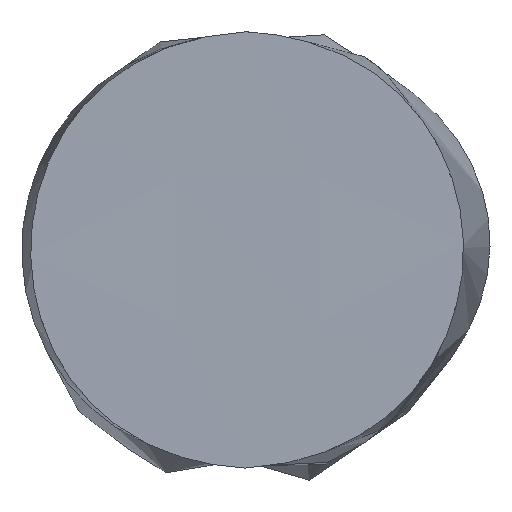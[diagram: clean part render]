
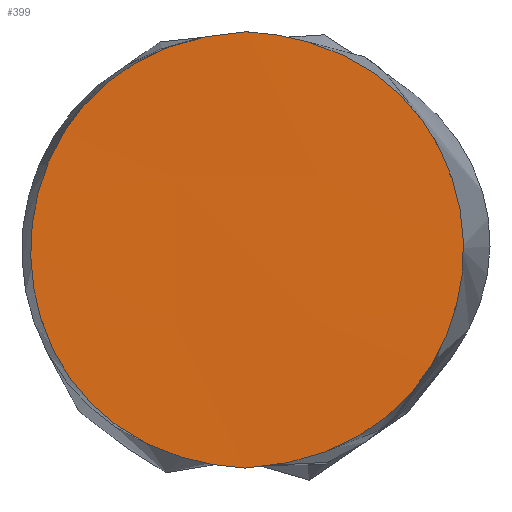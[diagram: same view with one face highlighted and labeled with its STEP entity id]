
A CAD part, left-side view. The second image highlights one B-rep face of the part: STEP entity #399.
In plain terms, the highlighted free-form (B-spline) face has degree [3, 3] with [4, 4] control points.
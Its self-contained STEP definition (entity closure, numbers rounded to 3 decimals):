
#24 = VERTEX_POINT('',#25);
#25 = CARTESIAN_POINT('',(-0.995,-0.004,
    0.343));
#32 = B_SPLINE_SURFACE_WITH_KNOTS('',3,3,(
    (#33,#34,#35,#36)
    ,(#37,#38,#39,#40)
    ,(#41,#42,#43,#44)
    ,(#45,#46,#47,#48
    )),.UNSPECIFIED.,.F.,.F.,.F.,(4,4),(4,4),(0.,1.),(0.,1.),
  .PIECEWISE_BEZIER_KNOTS.);
#33 = CARTESIAN_POINT('',(-0.998,-0.004,
    -0.329));
#34 = CARTESIAN_POINT('',(-0.584,-0.004,
    -0.33));
#35 = CARTESIAN_POINT('',(-0.183,0.004,
    -0.329));
#36 = CARTESIAN_POINT('',(0.232,-0.01,
    -0.335));
#37 = CARTESIAN_POINT('',(-1.001,0.428,-0.346
    ));
#38 = CARTESIAN_POINT('',(-0.602,0.427,-0.346)
  );
#39 = CARTESIAN_POINT('',(-0.171,0.417,-0.338
    ));
#40 = CARTESIAN_POINT('',(0.226,0.433,-0.352)
  );
#41 = CARTESIAN_POINT('',(-1.001,0.444,0.339)
  );
#42 = CARTESIAN_POINT('',(-0.585,0.442,0.337)
  );
#43 = CARTESIAN_POINT('',(-0.19,0.442,0.327)
  );
#44 = CARTESIAN_POINT('',(0.224,0.445,0.331)
  );
#45 = CARTESIAN_POINT('',(-0.998,0.009,
    0.338));
#46 = CARTESIAN_POINT('',(-0.592,0.009,
    0.339));
#47 = CARTESIAN_POINT('',(-0.182,0.019,
    0.335));
#48 = CARTESIAN_POINT('',(0.226,0.009,
    0.334));
#57 = B_SPLINE_SURFACE_WITH_KNOTS('',3,3,(
    (#58,#59,#60,#61)
    ,(#62,#63,#64,#65)
    ,(#66,#67,#68,#69)
    ,(#70,#71,#72,#73
    )),.UNSPECIFIED.,.F.,.F.,.F.,(4,4),(4,4),(0.,1.),(0.,1.),
  .PIECEWISE_BEZIER_KNOTS.);
#58 = CARTESIAN_POINT('',(-1.025,0.005,
    0.357));
#59 = CARTESIAN_POINT('',(-0.595,-0.002,
    0.357));
#60 = CARTESIAN_POINT('',(-0.161,-0.004,
    0.357));
#61 = CARTESIAN_POINT('',(0.269,0.002,
    0.354));
#62 = CARTESIAN_POINT('',(-1.036,-0.448,0.36
    ));
#63 = CARTESIAN_POINT('',(-0.595,-0.444,0.356
    ));
#64 = CARTESIAN_POINT('',(-0.175,-0.443,0.356
    ));
#65 = CARTESIAN_POINT('',(0.264,-0.458,0.358)
  );
#66 = CARTESIAN_POINT('',(-1.028,-0.451,
    -0.349));
#67 = CARTESIAN_POINT('',(-0.603,-0.452,
    -0.347));
#68 = CARTESIAN_POINT('',(-0.159,-0.458,
    -0.344));
#69 = CARTESIAN_POINT('',(0.27,-0.457,-0.353)
  );
#70 = CARTESIAN_POINT('',(-1.026,-0.003,
    -0.352));
#71 = CARTESIAN_POINT('',(-0.594,-0.01,
    -0.352));
#72 = CARTESIAN_POINT('',(-0.163,-0.008,
    -0.356));
#73 = CARTESIAN_POINT('',(0.269,-0.003,
    -0.359));
#82 = EDGE_CURVE('',#24,#83,#85,.T.);
#83 = VERTEX_POINT('',#84);
#84 = CARTESIAN_POINT('',(-0.995,-0.002,
    -0.342));
#85 = SURFACE_CURVE('',#86,(#91,#115),.PCURVE_S1.);
#86 = B_SPLINE_CURVE_WITH_KNOTS('',3,(#87,#88,#89,#90),.UNSPECIFIED.,.F.
  ,.F.,(4,4),(0.,1.),.PIECEWISE_BEZIER_KNOTS.);
#87 = CARTESIAN_POINT('',(-0.995,-0.004,
    0.343));
#88 = CARTESIAN_POINT('',(-0.996,0.445,0.321)
  );
#89 = CARTESIAN_POINT('',(-0.997,0.451,-0.318
    ));
#90 = CARTESIAN_POINT('',(-0.995,-0.002,
    -0.342));
#91 = PCURVE('',#32,#92);
#92 = DEFINITIONAL_REPRESENTATION('',(#93),#114);
#93 = B_SPLINE_CURVE_WITH_KNOTS('',10,(#94,#95,#96,#97,#98,#99,#100,#101
    ,#102,#103,#104,#105,#106,#107,#108,#109,#110,#111,#112,#113),
  .UNSPECIFIED.,.F.,.F.,(11,9,11),(0.,0.5,1.),.UNSPECIFIED.);
#94 = CARTESIAN_POINT('',(1.003,0.003));
#95 = CARTESIAN_POINT('',(0.952,0.003));
#96 = CARTESIAN_POINT('',(0.978,0.003));
#97 = CARTESIAN_POINT('',(0.675,0.003));
#98 = CARTESIAN_POINT('',(1.071,0.003));
#99 = CARTESIAN_POINT('',(0.484,0.003));
#100 = CARTESIAN_POINT('',(0.866,0.003));
#101 = CARTESIAN_POINT('',(0.581,0.003));
#102 = CARTESIAN_POINT('',(0.611,0.003));
#103 = CARTESIAN_POINT('',(0.551,0.003));
#104 = CARTESIAN_POINT('',(0.455,0.003));
#105 = CARTESIAN_POINT('',(0.407,0.003));
#106 = CARTESIAN_POINT('',(0.359,0.003));
#107 = CARTESIAN_POINT('',(0.31,0.003));
#108 = CARTESIAN_POINT('',(0.261,0.003));
#109 = CARTESIAN_POINT('',(0.21,0.003));
#110 = CARTESIAN_POINT('',(0.159,0.003));
#111 = CARTESIAN_POINT('',(0.107,0.003));
#112 = CARTESIAN_POINT('',(0.054,0.002));
#113 = CARTESIAN_POINT('',(0.002,0.002));
#114 = ( GEOMETRIC_REPRESENTATION_CONTEXT(2) 
PARAMETRIC_REPRESENTATION_CONTEXT() REPRESENTATION_CONTEXT('2D SPACE',''
  ) );
#115 = PCURVE('',#116,#133);
#116 = B_SPLINE_SURFACE_WITH_KNOTS('',3,3,(
    (#117,#118,#119,#120)
    ,(#121,#122,#123,#124)
    ,(#125,#126,#127,#128)
    ,(#129,#130,#131,#132
    )),.UNSPECIFIED.,.F.,.F.,.F.,(4,4),(4,4),(0.,1.),(0.,1.),
  .PIECEWISE_BEZIER_KNOTS.);
#117 = CARTESIAN_POINT('',(-0.998,-0.362,
    -0.359));
#118 = CARTESIAN_POINT('',(-0.994,-0.125,
    -0.36));
#119 = CARTESIAN_POINT('',(-0.997,0.115,-0.356
    ));
#120 = CARTESIAN_POINT('',(-0.996,0.354,
    -0.359));
#121 = CARTESIAN_POINT('',(-0.994,-0.362,
    -0.123));
#122 = CARTESIAN_POINT('',(-1.003,-0.121,
    -0.115));
#123 = CARTESIAN_POINT('',(-0.992,0.113,
    -0.12));
#124 = CARTESIAN_POINT('',(-0.994,0.352,-0.12)
  );
#125 = CARTESIAN_POINT('',(-0.997,-0.364,
    0.123));
#126 = CARTESIAN_POINT('',(-0.989,-0.128,
    0.119));
#127 = CARTESIAN_POINT('',(-0.996,0.115,0.12
    ));
#128 = CARTESIAN_POINT('',(-0.994,0.35,0.121
    ));
#129 = CARTESIAN_POINT('',(-0.995,-0.363,
    0.358));
#130 = CARTESIAN_POINT('',(-0.996,-0.125,0.359
    ));
#131 = CARTESIAN_POINT('',(-0.992,0.114,0.362
    ));
#132 = CARTESIAN_POINT('',(-0.995,0.353,0.359)
  );
#133 = DEFINITIONAL_REPRESENTATION('',(#134),#140);
#134 = B_SPLINE_CURVE_WITH_KNOTS('',4,(#135,#136,#137,#138,#139),
  .UNSPECIFIED.,.F.,.F.,(5,5),(0.,1.),.PIECEWISE_BEZIER_KNOTS.);
#135 = CARTESIAN_POINT('',(0.977,0.502));
#136 = CARTESIAN_POINT('',(0.952,0.972));
#137 = CARTESIAN_POINT('',(0.506,1.137));
#138 = CARTESIAN_POINT('',(0.046,0.978));
#139 = CARTESIAN_POINT('',(0.023,0.504));
#140 = ( GEOMETRIC_REPRESENTATION_CONTEXT(2) 
PARAMETRIC_REPRESENTATION_CONTEXT() REPRESENTATION_CONTEXT('2D SPACE',''
  ) );
#399 = ADVANCED_FACE('',(#400),#116,.T.);
#400 = FACE_BOUND('',#401,.T.);
#401 = EDGE_LOOP('',(#402,#403));
#402 = ORIENTED_EDGE('',*,*,#82,.T.);
#403 = ORIENTED_EDGE('',*,*,#404,.T.);
#404 = EDGE_CURVE('',#83,#24,#405,.T.);
#405 = SURFACE_CURVE('',#406,(#411,#419),.PCURVE_S1.);
#406 = B_SPLINE_CURVE_WITH_KNOTS('',3,(#407,#408,#409,#410),
  .UNSPECIFIED.,.F.,.F.,(4,4),(0.,1.),.PIECEWISE_BEZIER_KNOTS.);
#407 = CARTESIAN_POINT('',(-0.995,-0.002,
    -0.342));
#408 = CARTESIAN_POINT('',(-0.996,-0.456,
    -0.317));
#409 = CARTESIAN_POINT('',(-0.993,-0.46,0.317
    ));
#410 = CARTESIAN_POINT('',(-0.995,-0.004,
    0.343));
#411 = PCURVE('',#116,#412);
#412 = DEFINITIONAL_REPRESENTATION('',(#413),#418);
#413 = B_SPLINE_CURVE_WITH_KNOTS('',3,(#414,#415,#416,#417),
  .UNSPECIFIED.,.F.,.F.,(4,4),(0.,1.),.PIECEWISE_BEZIER_KNOTS.);
#414 = CARTESIAN_POINT('',(0.023,0.504));
#415 = CARTESIAN_POINT('',(0.06,-0.131));
#416 = CARTESIAN_POINT('',(0.942,-0.135));
#417 = CARTESIAN_POINT('',(0.977,0.502));
#418 = ( GEOMETRIC_REPRESENTATION_CONTEXT(2) 
PARAMETRIC_REPRESENTATION_CONTEXT() REPRESENTATION_CONTEXT('2D SPACE',''
  ) );
#419 = PCURVE('',#57,#420);
#420 = DEFINITIONAL_REPRESENTATION('',(#421),#428);
#421 = B_SPLINE_CURVE_WITH_KNOTS('',5,(#422,#423,#424,#425,#426,#427),
  .UNSPECIFIED.,.F.,.F.,(6,6),(0.,1.),.PIECEWISE_BEZIER_KNOTS.);
#422 = CARTESIAN_POINT('',(1.001,0.024));
#423 = CARTESIAN_POINT('',(0.798,0.025));
#424 = CARTESIAN_POINT('',(0.536,0.027));
#425 = CARTESIAN_POINT('',(0.473,0.03));
#426 = CARTESIAN_POINT('',(0.211,0.029));
#427 = CARTESIAN_POINT('',(0.006,0.023));
#428 = ( GEOMETRIC_REPRESENTATION_CONTEXT(2) 
PARAMETRIC_REPRESENTATION_CONTEXT() REPRESENTATION_CONTEXT('2D SPACE',''
  ) );
